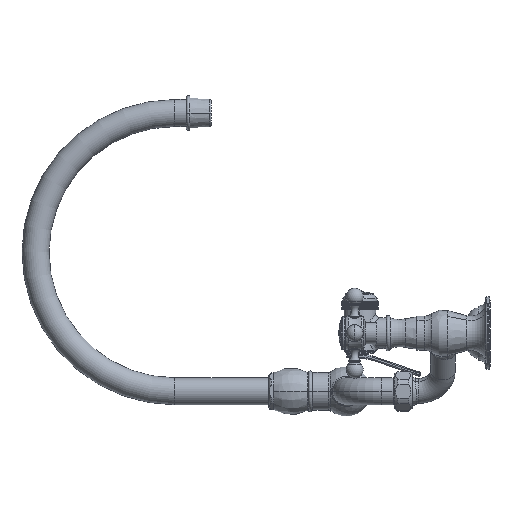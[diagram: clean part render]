
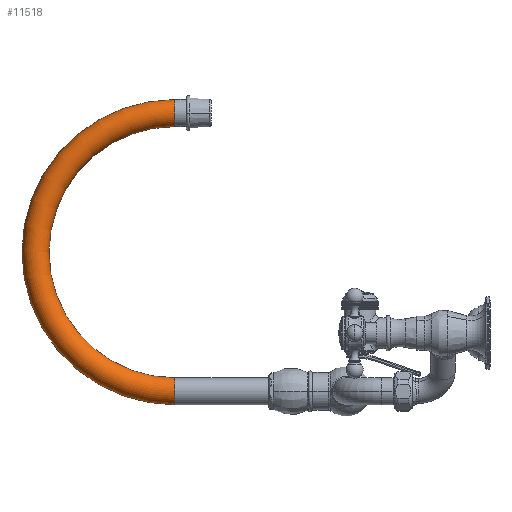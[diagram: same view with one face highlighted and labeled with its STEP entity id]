
A CAD part, left-side view. The second image highlights one B-rep face of the part: STEP entity #11518.
In plain terms, the highlighted toroidal (fillet/blend) face has major radius 114.3 mm and minor radius 11.113 mm.
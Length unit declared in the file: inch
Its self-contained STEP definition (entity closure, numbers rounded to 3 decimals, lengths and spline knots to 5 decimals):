
#4264=CARTESIAN_POINT('',(0.,4.4462,0.));
#4265=DIRECTION('',(0.,-1.,0.));
#4266=DIRECTION('',(0.,0.,1.));
#4267=AXIS2_PLACEMENT_3D('',#4264,#4265,#4266);
#4302=CARTESIAN_POINT('',(0.,4.4462,4.5));
#4303=DIRECTION('',(-1.,0.,0.));
#4304=DIRECTION('',(0.,0.,1.));
#4305=AXIS2_PLACEMENT_3D('',#4302,#4303,#4304);
#4450=CARTESIAN_POINT('',(0.,4.4462,9.));
#4451=DIRECTION('',(0.,1.,0.));
#4452=DIRECTION('',(0.,0.,-1.));
#4453=AXIS2_PLACEMENT_3D('',#4450,#4451,#4452);
#4458=CARTESIAN_POINT('',(0.,4.4462,4.5));
#4459=DIRECTION('',(-1.,0.,0.));
#4460=DIRECTION('',(0.,0.,1.));
#4461=AXIS2_PLACEMENT_3D('',#4458,#4459,#4460);
#5273=CARTESIAN_POINT('',(0.,4.4462,8.5625));
#5274=CARTESIAN_POINT('',(0.,4.4462,9.4375));
#5275=VERTEX_POINT('',#5273);
#5276=VERTEX_POINT('',#5274);
#5277=CARTESIAN_POINT('',(0.,4.4462,0.4375));
#5278=CARTESIAN_POINT('',(0.,4.4462,-0.4375));
#5279=VERTEX_POINT('',#5277);
#5280=VERTEX_POINT('',#5278);
#11507=CARTESIAN_POINT('',(0.,4.4462,4.5));
#11508=DIRECTION('',(-1.,0.,0.));
#11509=DIRECTION('',(0.,0.,-1.));
#11510=AXIS2_PLACEMENT_3D('',#11507,#11508,#11509);
#11511=TOROIDAL_SURFACE('',#11510,4.5,0.4375);
#11512=ORIENTED_EDGE('',*,*,#11489,.F.);
#11513=ORIENTED_EDGE('',*,*,#11231,.T.);
#11514=ORIENTED_EDGE('',*,*,#11177,.T.);
#11515=ORIENTED_EDGE('',*,*,#11228,.F.);
#11516=EDGE_LOOP('',(#11512,#11513,#11514,#11515));
#11517=FACE_OUTER_BOUND('',#11516,.F.);
#4268=CIRCLE('',#4267,0.4375);
#4306=CIRCLE('',#4305,4.9375);
#4454=CIRCLE('',#4453,0.4375);
#4462=CIRCLE('',#4461,4.0625);
#11177=EDGE_CURVE('',#5279,#5280,#4268,.T.);
#11228=EDGE_CURVE('',#5276,#5280,#4306,.T.);
#11231=EDGE_CURVE('',#5275,#5279,#4462,.T.);
#11489=EDGE_CURVE('',#5275,#5276,#4454,.T.);
#11518=ADVANCED_FACE('',(#11517),#11511,.T.);
